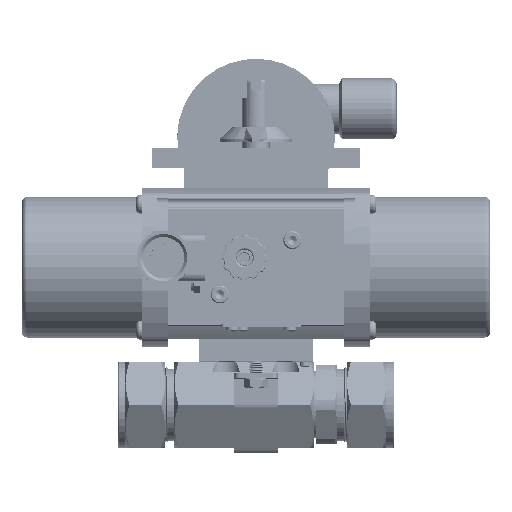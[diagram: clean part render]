
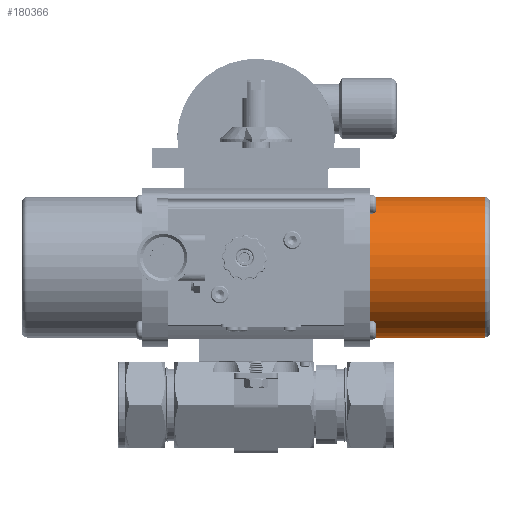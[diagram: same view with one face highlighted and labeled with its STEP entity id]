
A CAD part, top view. The second image highlights one B-rep face of the part: STEP entity #180366.
In plain terms, the highlighted cylindrical face has radius 30.963 mm (diameter 61.925 mm), a partial arc.
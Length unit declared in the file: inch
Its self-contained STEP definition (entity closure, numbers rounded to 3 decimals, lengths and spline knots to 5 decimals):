
#7671 = CYLINDRICAL_SURFACE ( 'NONE', #121429, 1.219 ) ;
#14760 = VERTEX_POINT ( 'NONE', #19258 ) ;
#15079 = DIRECTION ( 'NONE',  ( -1., 0., 0. ) ) ;
#19258 = CARTESIAN_POINT ( 'NONE',  ( 3.9725, 1.167, 0. ) ) ;
#20391 = DIRECTION ( 'NONE',  ( 1., 0., 0. ) ) ;
#46772 = AXIS2_PLACEMENT_3D ( 'NONE', #123789, #20391, #141211 ) ;
#49540 = ORIENTED_EDGE ( 'NONE', *, *, #157373, .T. ) ;
#52085 = EDGE_CURVE ( 'NONE', #14760, #134171, #98461, .T. ) ;
#57972 = VECTOR ( 'NONE', #15079, 39.37008 ) ;
#60708 = VECTOR ( 'NONE', #210296, 39.37008 ) ;
#67194 = CARTESIAN_POINT ( 'NONE',  ( 1.7145, 1.167, 0. ) ) ;
#73487 = CARTESIAN_POINT ( 'NONE',  ( 1.7145, 2.386, 0. ) ) ;
#75992 = ORIENTED_EDGE ( 'NONE', *, *, #85851, .T. ) ;
#85851 = EDGE_CURVE ( 'NONE', #123978, #129165, #106640, .T. ) ;
#89553 = DIRECTION ( 'NONE',  ( -1., 0., 0. ) ) ;
#89675 = CARTESIAN_POINT ( 'NONE',  ( 1.7145, 3.605, 0. ) ) ;
#91986 = CARTESIAN_POINT ( 'NONE',  ( 3.9725, 3.605, 0. ) ) ;
#95525 = ORIENTED_EDGE ( 'NONE', *, *, #52085, .F. ) ;
#98461 = LINE ( 'NONE', #67194, #57972 ) ;
#99539 = FACE_OUTER_BOUND ( 'NONE', #108741, .T. ) ;
#105972 = DIRECTION ( 'NONE',  ( -1., 0., 0. ) ) ;
#106640 = LINE ( 'NONE', #89675, #60708 ) ;
#108741 = EDGE_LOOP ( 'NONE', ( #95525, #49540, #75992, #199923 ) ) ;
#121429 = AXIS2_PLACEMENT_3D ( 'NONE', #73487, #105972, #194102 ) ;
#123789 = CARTESIAN_POINT ( 'NONE',  ( 1.8575, 2.386, 0. ) ) ;
#123978 = VERTEX_POINT ( 'NONE', #91986 ) ;
#129165 = VERTEX_POINT ( 'NONE', #146526 ) ;
#130800 = AXIS2_PLACEMENT_3D ( 'NONE', #192876, #89553, #210187 ) ;
#134171 = VERTEX_POINT ( 'NONE', #183720 ) ;
#141211 = DIRECTION ( 'NONE',  ( 0., -1., 0. ) ) ;
#146526 = CARTESIAN_POINT ( 'NONE',  ( 1.8575, 3.605, 0. ) ) ;
#156942 = EDGE_CURVE ( 'NONE', #129165, #134171, #199062, .T. ) ;
#157373 = EDGE_CURVE ( 'NONE', #14760, #123978, #169202, .T. ) ;
#169202 = CIRCLE ( 'NONE', #130800, 1.219 ) ;
#180366 = ADVANCED_FACE ( 'NONE', ( #99539 ), #7671, .T. ) ;
#183720 = CARTESIAN_POINT ( 'NONE',  ( 1.8575, 1.167, 0. ) ) ;
#192876 = CARTESIAN_POINT ( 'NONE',  ( 3.9725, 2.386, 0. ) ) ;
#194102 = DIRECTION ( 'NONE',  ( 0., 1., 0. ) ) ;
#199062 = CIRCLE ( 'NONE', #46772, 1.219 ) ;
#199923 = ORIENTED_EDGE ( 'NONE', *, *, #156942, .T. ) ;
#210187 = DIRECTION ( 'NONE',  ( 0., -1., 0. ) ) ;
#210296 = DIRECTION ( 'NONE',  ( -1., 0., 0. ) ) ;
